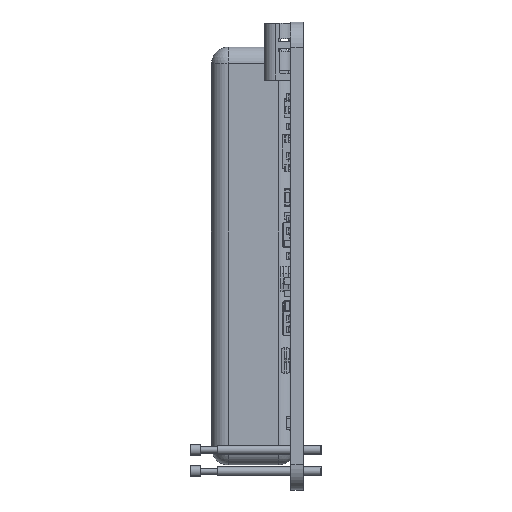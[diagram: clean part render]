
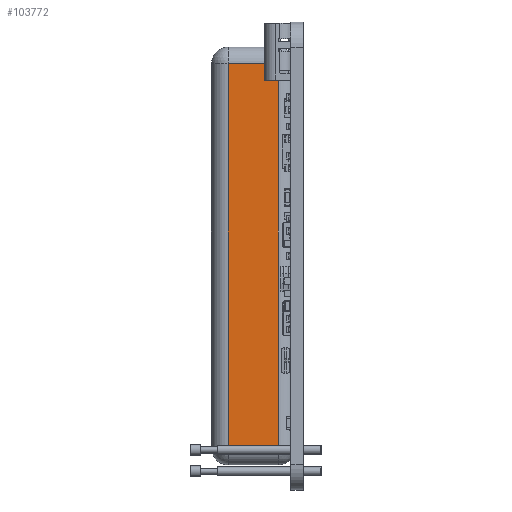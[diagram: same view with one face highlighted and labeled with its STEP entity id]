
A CAD part, left-side view. The second image highlights one B-rep face of the part: STEP entity #103772.
In plain terms, the highlighted face is planar.
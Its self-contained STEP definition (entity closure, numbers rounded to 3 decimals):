
#11599=PLANE('',#110196);
#17108=FACE_OUTER_BOUND('',#23154,.T.);
#23154=EDGE_LOOP('',(#95786,#95787,#95788,#95789));
#32416=LINE('',#200641,#41801);
#32417=LINE('',#200643,#41802);
#32418=LINE('',#200645,#41803);
#32419=LINE('',#200646,#41804);
#41801=VECTOR('',#129741,1000.);
#41802=VECTOR('',#129742,1000.);
#41803=VECTOR('',#129743,1000.);
#41804=VECTOR('',#129744,1000.);
#52974=VERTEX_POINT('',#200639);
#52975=VERTEX_POINT('',#200640);
#52976=VERTEX_POINT('',#200642);
#52977=VERTEX_POINT('',#200644);
#67373=EDGE_CURVE('',#52974,#52975,#32416,.T.);
#67374=EDGE_CURVE('',#52975,#52976,#32417,.T.);
#67375=EDGE_CURVE('',#52976,#52977,#32418,.T.);
#67376=EDGE_CURVE('',#52977,#52974,#32419,.T.);
#95786=ORIENTED_EDGE('',*,*,#67373,.T.);
#95787=ORIENTED_EDGE('',*,*,#67374,.T.);
#95788=ORIENTED_EDGE('',*,*,#67375,.T.);
#95789=ORIENTED_EDGE('',*,*,#67376,.T.);
#103772=ADVANCED_FACE('',(#17108),#11599,.F.);
#110196=AXIS2_PLACEMENT_3D('',#200638,#129739,#129740);
#129739=DIRECTION('center_axis',(0.,0.,1.));
#129740=DIRECTION('ref_axis',(1.,0.,0.));
#129741=DIRECTION('',(0.,-1.,0.));
#129742=DIRECTION('',(-1.,0.,0.));
#129743=DIRECTION('',(0.,1.,0.));
#129744=DIRECTION('',(1.,0.,0.));
#200638=CARTESIAN_POINT('Origin',(-25.,5.,-20.));
#200639=CARTESIAN_POINT('',(23.,3.,-20.));
#200640=CARTESIAN_POINT('',(23.,-3.,-20.));
#200641=CARTESIAN_POINT('',(23.,5.,-20.));
#200642=CARTESIAN_POINT('',(-23.,-3.,-20.));
#200643=CARTESIAN_POINT('',(-25.,-3.,-20.));
#200644=CARTESIAN_POINT('',(-23.,3.,-20.));
#200645=CARTESIAN_POINT('',(-23.,5.,-20.));
#200646=CARTESIAN_POINT('',(23.,3.,-20.));
